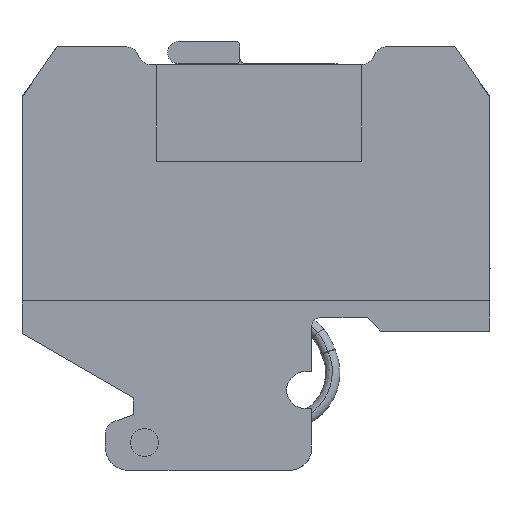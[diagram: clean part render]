
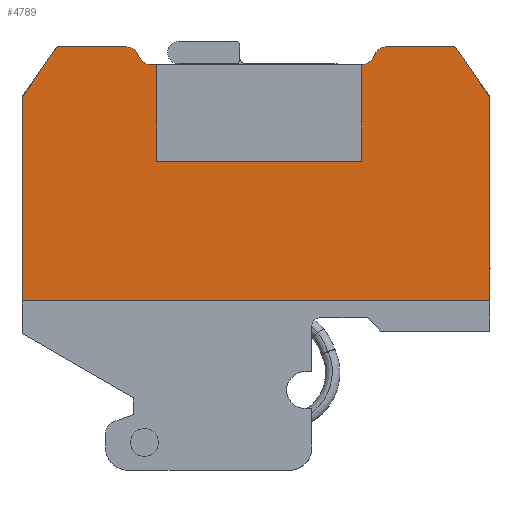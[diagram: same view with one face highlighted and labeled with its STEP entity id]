
A CAD part, left-side view. The second image highlights one B-rep face of the part: STEP entity #4789.
In plain terms, the highlighted planar face has unit normal (-1, 0, 0).
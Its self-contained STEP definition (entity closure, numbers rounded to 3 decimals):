
#3322=AXIS2_PLACEMENT_3D('Circle Axis2P3D',#3320,#3321,$) ;
#3370=AXIS2_PLACEMENT_3D('Circle Axis2P3D',#3368,#3369,$) ;
#3468=AXIS2_PLACEMENT_3D('Circle Axis2P3D',#3466,#3467,$) ;
#3516=AXIS2_PLACEMENT_3D('Circle Axis2P3D',#3514,#3515,$) ;
#4711=AXIS2_PLACEMENT_3D('Plane Axis2P3D',#4708,#4709,#4710) ;
#2803=CARTESIAN_POINT('Vertex',(0.,0.,34.103)) ;
#2806=CARTESIAN_POINT('Line Origine',(0.,0.,24.788)) ;
#2810=CARTESIAN_POINT('Vertex',(0.,0.,15.474)) ;
#2888=CARTESIAN_POINT('Vertex',(0.,3.208,38.684)) ;
#2891=CARTESIAN_POINT('Line Origine',(0.,1.604,36.393)) ;
#3255=CARTESIAN_POINT('Line Origine',(0.,6.372,38.684)) ;
#3259=CARTESIAN_POINT('Vertex',(0.,9.537,38.684)) ;
#3317=CARTESIAN_POINT('Vertex',(0.,10.419,38.175)) ;
#3320=CARTESIAN_POINT('Axis2P3D Location',(0.,9.537,37.666)) ;
#3341=CARTESIAN_POINT('Vertex',(0.,10.742,37.615)) ;
#3344=CARTESIAN_POINT('Line Origine',(0.,10.58,37.895)) ;
#3365=CARTESIAN_POINT('Vertex',(0.,11.623,37.106)) ;
#3368=CARTESIAN_POINT('Axis2P3D Location',(0.,11.623,38.124)) ;
#3389=CARTESIAN_POINT('Vertex',(0.,15.072,37.106)) ;
#3391=CARTESIAN_POINT('Vertex',(0.,12.362,37.106)) ;
#3394=CARTESIAN_POINT('Line Origine',(0.,11.993,37.106)) ;
#3403=CARTESIAN_POINT('Vertex',(0.,31.081,37.106)) ;
#3406=CARTESIAN_POINT('Line Origine',(0.,23.076,37.106)) ;
#3463=CARTESIAN_POINT('Vertex',(0.,31.962,37.615)) ;
#3466=CARTESIAN_POINT('Axis2P3D Location',(0.,31.081,38.124)) ;
#3487=CARTESIAN_POINT('Vertex',(0.,32.286,38.175)) ;
#3490=CARTESIAN_POINT('Line Origine',(0.,32.124,37.895)) ;
#3511=CARTESIAN_POINT('Vertex',(0.,33.167,38.684)) ;
#3514=CARTESIAN_POINT('Axis2P3D Location',(0.,33.167,37.666)) ;
#3530=CARTESIAN_POINT('Vertex',(0.,39.548,38.684)) ;
#3533=CARTESIAN_POINT('Line Origine',(0.,36.358,38.684)) ;
#3588=CARTESIAN_POINT('Vertex',(0.,42.756,34.103)) ;
#3591=CARTESIAN_POINT('Line Origine',(0.,41.152,36.393)) ;
#4005=CARTESIAN_POINT('Vertex',(0.,42.756,15.473)) ;
#4008=CARTESIAN_POINT('Line Origine',(0.,42.756,24.788)) ;
#4708=CARTESIAN_POINT('Axis2P3D Location',(0.,21.378,15.473)) ;
#4713=CARTESIAN_POINT('Line Origine',(0.,21.098,28.249)) ;
#4717=CARTESIAN_POINT('Vertex',(0.,11.732,28.249)) ;
#4719=CARTESIAN_POINT('Vertex',(0.,30.463,28.249)) ;
#4722=CARTESIAN_POINT('Line Origine',(0.,30.463,32.649)) ;
#4726=CARTESIAN_POINT('Vertex',(0.,30.463,37.049)) ;
#4729=CARTESIAN_POINT('Line Origine',(0.,22.768,37.049)) ;
#4733=CARTESIAN_POINT('Vertex',(0.,15.072,37.049)) ;
#4736=CARTESIAN_POINT('Line Origine',(0.,15.072,37.077)) ;
#4741=CARTESIAN_POINT('Line Origine',(0.,21.378,15.473)) ;
#4746=CARTESIAN_POINT('Line Origine',(0.,12.362,37.077)) ;
#4750=CARTESIAN_POINT('Vertex',(0.,12.362,37.049)) ;
#4753=CARTESIAN_POINT('Line Origine',(0.,12.047,37.049)) ;
#4757=CARTESIAN_POINT('Vertex',(0.,11.732,37.049)) ;
#4760=CARTESIAN_POINT('Line Origine',(0.,11.732,32.649)) ;
#2807=DIRECTION('Vector Direction',(0.,0.,1.)) ;
#2892=DIRECTION('Vector Direction',(0.,0.574,0.819)) ;
#3256=DIRECTION('Vector Direction',(0.,1.,0.)) ;
#3321=DIRECTION('Axis2P3D Direction',(-1.,0.,0.)) ;
#3345=DIRECTION('Vector Direction',(0.,0.5,-0.866)) ;
#3369=DIRECTION('Axis2P3D Direction',(-1.,0.,0.)) ;
#3395=DIRECTION('Vector Direction',(0.,1.,0.)) ;
#3407=DIRECTION('Vector Direction',(0.,1.,0.)) ;
#3467=DIRECTION('Axis2P3D Direction',(-1.,0.,0.)) ;
#3491=DIRECTION('Vector Direction',(0.,-0.5,-0.866)) ;
#3515=DIRECTION('Axis2P3D Direction',(-1.,0.,0.)) ;
#3534=DIRECTION('Vector Direction',(0.,1.,0.)) ;
#3592=DIRECTION('Vector Direction',(0.,0.574,-0.819)) ;
#4009=DIRECTION('Vector Direction',(0.,0.,1.)) ;
#4709=DIRECTION('Axis2P3D Direction',(-1.,0.,0.)) ;
#4710=DIRECTION('Axis2P3D XDirection',(0.,-1.018,0.)) ;
#4714=DIRECTION('Vector Direction',(0.,1.,0.)) ;
#4723=DIRECTION('Vector Direction',(0.,0.,1.)) ;
#4730=DIRECTION('Vector Direction',(0.,-1.,0.)) ;
#4737=DIRECTION('Vector Direction',(0.,0.,1.)) ;
#4742=DIRECTION('Vector Direction',(0.,1.,0.)) ;
#4747=DIRECTION('Vector Direction',(0.,0.,-1.)) ;
#4754=DIRECTION('Vector Direction',(0.,-1.,0.)) ;
#4761=DIRECTION('Vector Direction',(0.,0.,-1.)) ;
#2808=VECTOR('Line Direction',#2807,1.) ;
#2893=VECTOR('Line Direction',#2892,1.) ;
#3257=VECTOR('Line Direction',#3256,1.) ;
#3346=VECTOR('Line Direction',#3345,1.) ;
#3396=VECTOR('Line Direction',#3395,1.) ;
#3408=VECTOR('Line Direction',#3407,1.) ;
#3492=VECTOR('Line Direction',#3491,1.) ;
#3535=VECTOR('Line Direction',#3534,1.) ;
#3593=VECTOR('Line Direction',#3592,1.) ;
#4010=VECTOR('Line Direction',#4009,1.) ;
#4715=VECTOR('Line Direction',#4714,1.) ;
#4724=VECTOR('Line Direction',#4723,1.) ;
#4731=VECTOR('Line Direction',#4730,1.) ;
#4738=VECTOR('Line Direction',#4737,1.) ;
#4743=VECTOR('Line Direction',#4742,1.) ;
#4748=VECTOR('Line Direction',#4747,1.) ;
#4755=VECTOR('Line Direction',#4754,1.) ;
#4762=VECTOR('Line Direction',#4761,1.) ;
#4766=ORIENTED_EDGE('',*,*,#4721,.T.) ;
#4767=ORIENTED_EDGE('',*,*,#4728,.T.) ;
#4768=ORIENTED_EDGE('',*,*,#4735,.T.) ;
#4769=ORIENTED_EDGE('',*,*,#4740,.T.) ;
#4770=ORIENTED_EDGE('',*,*,#3410,.F.) ;
#4771=ORIENTED_EDGE('',*,*,#3470,.F.) ;
#4772=ORIENTED_EDGE('',*,*,#3494,.F.) ;
#4773=ORIENTED_EDGE('',*,*,#3518,.F.) ;
#4774=ORIENTED_EDGE('',*,*,#3537,.T.) ;
#4775=ORIENTED_EDGE('',*,*,#3595,.T.) ;
#4776=ORIENTED_EDGE('',*,*,#4012,.T.) ;
#4777=ORIENTED_EDGE('',*,*,#4745,.F.) ;
#4778=ORIENTED_EDGE('',*,*,#2812,.T.) ;
#4779=ORIENTED_EDGE('',*,*,#2895,.T.) ;
#4780=ORIENTED_EDGE('',*,*,#3261,.T.) ;
#4781=ORIENTED_EDGE('',*,*,#3324,.F.) ;
#4782=ORIENTED_EDGE('',*,*,#3348,.F.) ;
#4783=ORIENTED_EDGE('',*,*,#3372,.F.) ;
#4784=ORIENTED_EDGE('',*,*,#3398,.F.) ;
#4785=ORIENTED_EDGE('',*,*,#4752,.T.) ;
#4786=ORIENTED_EDGE('',*,*,#4759,.T.) ;
#4787=ORIENTED_EDGE('',*,*,#4764,.T.) ;
#4789=ADVANCED_FACE('Housing.1.1\\PartBody ( *SOL1 - wsp *MASTER -  )',(#4788),#4712,.T.) ;
#3323=CIRCLE('generated circle',#3322,1.018) ;
#3371=CIRCLE('generated circle',#3370,1.018) ;
#3469=CIRCLE('generated circle',#3468,1.018) ;
#3517=CIRCLE('generated circle',#3516,1.018) ;
#2812=EDGE_CURVE('',#2811,#2804,#2809,.T.) ;
#2895=EDGE_CURVE('',#2804,#2889,#2894,.T.) ;
#3261=EDGE_CURVE('',#2889,#3260,#3258,.T.) ;
#3324=EDGE_CURVE('',#3318,#3260,#3323,.F.) ;
#3348=EDGE_CURVE('',#3342,#3318,#3347,.F.) ;
#3372=EDGE_CURVE('',#3366,#3342,#3371,.T.) ;
#3398=EDGE_CURVE('',#3392,#3366,#3397,.F.) ;
#3410=EDGE_CURVE('',#3404,#3390,#3409,.F.) ;
#3470=EDGE_CURVE('',#3464,#3404,#3469,.T.) ;
#3494=EDGE_CURVE('',#3488,#3464,#3493,.T.) ;
#3518=EDGE_CURVE('',#3512,#3488,#3517,.F.) ;
#3537=EDGE_CURVE('',#3512,#3531,#3536,.T.) ;
#3595=EDGE_CURVE('',#3531,#3589,#3594,.T.) ;
#4012=EDGE_CURVE('',#3589,#4006,#4011,.F.) ;
#4721=EDGE_CURVE('',#4718,#4720,#4716,.T.) ;
#4728=EDGE_CURVE('',#4720,#4727,#4725,.T.) ;
#4735=EDGE_CURVE('',#4727,#4734,#4732,.T.) ;
#4740=EDGE_CURVE('',#4734,#3390,#4739,.T.) ;
#4745=EDGE_CURVE('',#2811,#4006,#4744,.T.) ;
#4752=EDGE_CURVE('',#3392,#4751,#4749,.T.) ;
#4759=EDGE_CURVE('',#4751,#4758,#4756,.T.) ;
#4764=EDGE_CURVE('',#4758,#4718,#4763,.T.) ;
#4765=EDGE_LOOP('',(#4766,#4767,#4768,#4769,#4770,#4771,#4772,#4773,#4774,#4775,#4776,#4777,#4778,#4779,#4780,#4781,#4782,#4783,#4784,#4785,#4786,#4787)) ;
#4788=FACE_OUTER_BOUND('',#4765,.T.) ;
#2809=LINE('Line',#2806,#2808) ;
#2894=LINE('Line',#2891,#2893) ;
#3258=LINE('Line',#3255,#3257) ;
#3347=LINE('Line',#3344,#3346) ;
#3397=LINE('Line',#3394,#3396) ;
#3409=LINE('Line',#3406,#3408) ;
#3493=LINE('Line',#3490,#3492) ;
#3536=LINE('Line',#3533,#3535) ;
#3594=LINE('Line',#3591,#3593) ;
#4011=LINE('Line',#4008,#4010) ;
#4716=LINE('Line',#4713,#4715) ;
#4725=LINE('Line',#4722,#4724) ;
#4732=LINE('Line',#4729,#4731) ;
#4739=LINE('Line',#4736,#4738) ;
#4744=LINE('Line',#4741,#4743) ;
#4749=LINE('Line',#4746,#4748) ;
#4756=LINE('Line',#4753,#4755) ;
#4763=LINE('Line',#4760,#4762) ;
#4712=PLANE('',#4711) ;
#2804=VERTEX_POINT('',#2803) ;
#2811=VERTEX_POINT('',#2810) ;
#2889=VERTEX_POINT('',#2888) ;
#3260=VERTEX_POINT('',#3259) ;
#3318=VERTEX_POINT('',#3317) ;
#3342=VERTEX_POINT('',#3341) ;
#3366=VERTEX_POINT('',#3365) ;
#3390=VERTEX_POINT('',#3389) ;
#3392=VERTEX_POINT('',#3391) ;
#3404=VERTEX_POINT('',#3403) ;
#3464=VERTEX_POINT('',#3463) ;
#3488=VERTEX_POINT('',#3487) ;
#3512=VERTEX_POINT('',#3511) ;
#3531=VERTEX_POINT('',#3530) ;
#3589=VERTEX_POINT('',#3588) ;
#4006=VERTEX_POINT('',#4005) ;
#4718=VERTEX_POINT('',#4717) ;
#4720=VERTEX_POINT('',#4719) ;
#4727=VERTEX_POINT('',#4726) ;
#4734=VERTEX_POINT('',#4733) ;
#4751=VERTEX_POINT('',#4750) ;
#4758=VERTEX_POINT('',#4757) ;
